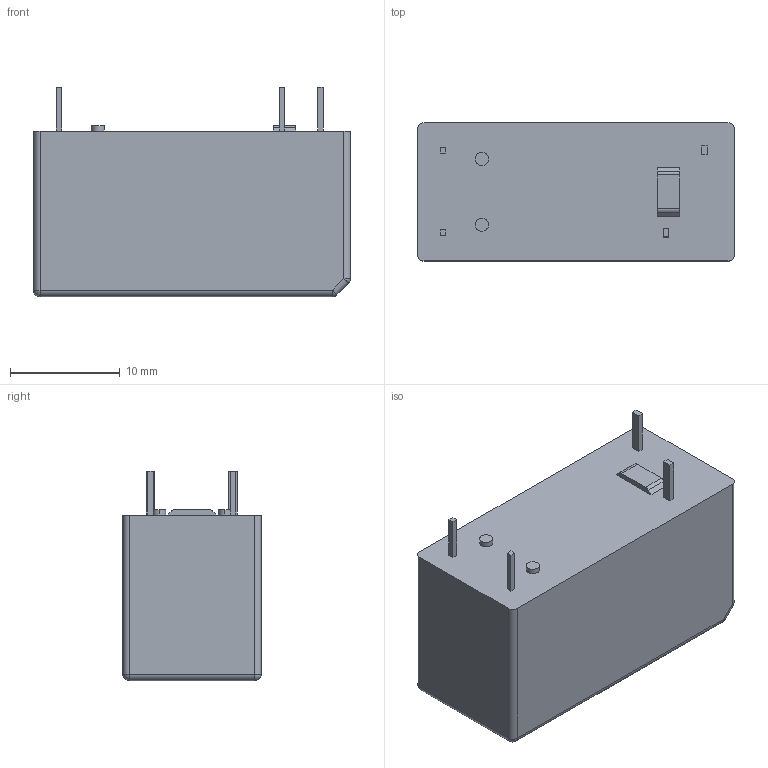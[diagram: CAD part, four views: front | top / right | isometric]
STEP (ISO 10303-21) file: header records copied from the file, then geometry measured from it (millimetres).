
FILE_DESCRIPTION((''),'2;1');
FILE_NAME('C-7-1415899-6','2020-02-05T07:09:50',('workeradm'),('TE Connectivity Ltd.'),'CREO PARAMETRIC BY PTC INC, 2019030','CREO PARAMETRIC BY PTC INC, 2019030','');
FILE_SCHEMA(('AUTOMOTIVE_DESIGN { 1 0 10303 214 1 1 1 1 }'));
Length unit declared in the file: millimetre
Products named in the file (1): C-7-1415899-6
Bounding box: 28.9 x 12.6 x 19.09 mm (x, y, z)
Volume: 5486 mm3; surface area: 1979.7 mm2
Topology: 1 solids, 1 shells, 57 faces, 126 edges, 78 vertices
Faces by surface type: plane 34, cylinder 17, sphere 6
Entity records: 1874 total; most frequent: DIRECTION 274, CARTESIAN_POINT 263, ORIENTED_EDGE 252, COLOUR_RGB 126, EDGE_CURVE 126, VECTOR 92, LINE 92, AXIS2_PLACEMENT_3D 91
